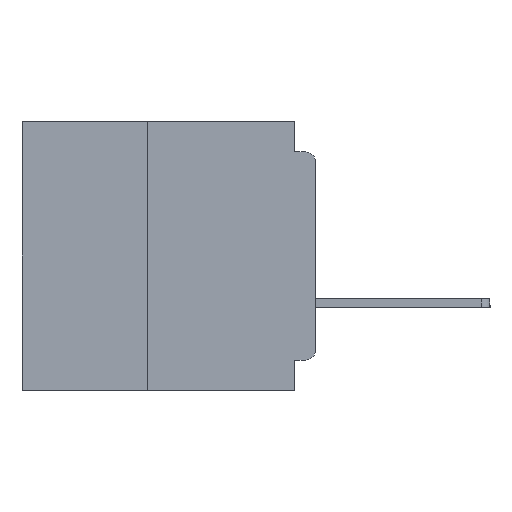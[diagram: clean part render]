
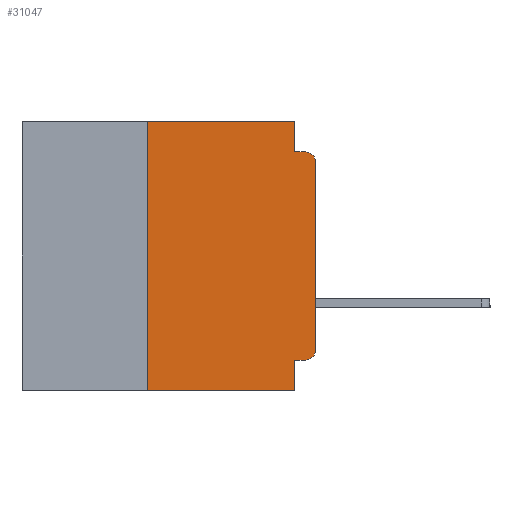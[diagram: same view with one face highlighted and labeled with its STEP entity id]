
A CAD part, left-side view. The second image highlights one B-rep face of the part: STEP entity #31047.
In plain terms, the highlighted planar face has unit normal (-1, 0, 0).
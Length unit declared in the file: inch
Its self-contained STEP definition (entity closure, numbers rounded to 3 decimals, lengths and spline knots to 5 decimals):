
#149 = EDGE_CURVE ( 'NONE', #1003, #10056, #17297, .T. ) ;
#890 = FACE_OUTER_BOUND ( 'NONE', #4778, .T. ) ;
#1003 = VERTEX_POINT ( 'NONE', #2384 ) ;
#1173 = EDGE_CURVE ( 'NONE', #39628, #25715, #28790, .T. ) ;
#1333 = VERTEX_POINT ( 'NONE', #30744 ) ;
#1905 = CARTESIAN_POINT ( 'NONE',  ( 0., 0., -0.06 ) ) ;
#2384 = CARTESIAN_POINT ( 'NONE',  ( 0., 0.25, 0. ) ) ;
#3758 = VERTEX_POINT ( 'NONE', #1905 ) ;
#3854 = PLANE ( 'NONE',  #17585 ) ;
#3905 = ORIENTED_EDGE ( 'NONE', *, *, #1173, .T. ) ;
#4778 = EDGE_LOOP ( 'NONE', ( #32716, #31256, #27108, #29258, #8128, #37449, #3905, #40053, #17349, #40224 ) ) ;
#5058 = CARTESIAN_POINT ( 'NONE',  ( 0., 0.031, 0. ) ) ;
#5910 = VECTOR ( 'NONE', #41614, 39.37008 ) ;
#6487 = EDGE_CURVE ( 'NONE', #3758, #27653, #41008, .T. ) ;
#7178 = DIRECTION ( 'NONE',  ( 1., 0., 0. ) ) ;
#7424 = EDGE_CURVE ( 'NONE', #36486, #27653, #22559, .T. ) ;
#8128 = ORIENTED_EDGE ( 'NONE', *, *, #149, .F. ) ;
#8356 = VECTOR ( 'NONE', #12334, 39.37008 ) ;
#9186 = CARTESIAN_POINT ( 'NONE',  ( 0., 0.015, -0.06 ) ) ;
#9384 = LINE ( 'NONE', #5058, #34152 ) ;
#9512 = CARTESIAN_POINT ( 'NONE',  ( 0., 0., -0.355 ) ) ;
#10056 = VERTEX_POINT ( 'NONE', #36561 ) ;
#10280 = CARTESIAN_POINT ( 'NONE',  ( 0., 0., -0.34 ) ) ;
#10425 = DIRECTION ( 'NONE',  ( 0., -1., 0. ) ) ;
#10458 = CARTESIAN_POINT ( 'NONE',  ( 0., 0.031, -0.4 ) ) ;
#11136 = VERTEX_POINT ( 'NONE', #30703 ) ;
#11427 = CARTESIAN_POINT ( 'NONE',  ( 0., 0.031, -0.4 ) ) ;
#11515 = VECTOR ( 'NONE', #28846, 39.37008 ) ;
#11662 = CARTESIAN_POINT ( 'NONE',  ( 0., 0.25, -0.4 ) ) ;
#12334 = DIRECTION ( 'NONE',  ( 0., -1., 0. ) ) ;
#12410 = AXIS2_PLACEMENT_3D ( 'NONE', #18676, #42228, #22089 ) ;
#12564 = DIRECTION ( 'NONE',  ( 0., 0., -1. ) ) ;
#13067 = EDGE_CURVE ( 'NONE', #1333, #25715, #15918, .T. ) ;
#13466 = CARTESIAN_POINT ( 'NONE',  ( 0., 0.437, 0. ) ) ;
#15918 = LINE ( 'NONE', #11427, #5910 ) ;
#17151 = CARTESIAN_POINT ( 'NONE',  ( 0., 0.437, 0. ) ) ;
#17297 = LINE ( 'NONE', #13466, #8356 ) ;
#17349 = ORIENTED_EDGE ( 'NONE', *, *, #41861, .F. ) ;
#17357 = VECTOR ( 'NONE', #41987, 39.37008 ) ;
#17370 = CARTESIAN_POINT ( 'NONE',  ( 0., 0.015, -0.045 ) ) ;
#17585 = AXIS2_PLACEMENT_3D ( 'NONE', #17151, #7178, #30696 ) ;
#18070 = LINE ( 'NONE', #9512, #33858 ) ;
#18676 = CARTESIAN_POINT ( 'NONE',  ( 0., 0.015, -0.34 ) ) ;
#19842 = VECTOR ( 'NONE', #10425, 39.37008 ) ;
#21525 = VECTOR ( 'NONE', #28970, 39.37008 ) ;
#22089 = DIRECTION ( 'NONE',  ( 0., 0., -1. ) ) ;
#22559 = LINE ( 'NONE', #35582, #21525 ) ;
#25336 = EDGE_CURVE ( 'NONE', #39628, #1003, #35265, .T. ) ;
#25464 = CARTESIAN_POINT ( 'NONE',  ( 0., 0., 0. ) ) ;
#25715 = VERTEX_POINT ( 'NONE', #10458 ) ;
#27108 = ORIENTED_EDGE ( 'NONE', *, *, #7424, .F. ) ;
#27653 = VERTEX_POINT ( 'NONE', #17370 ) ;
#27857 = EDGE_CURVE ( 'NONE', #11136, #33704, #39615, .T. ) ;
#28790 = LINE ( 'NONE', #33693, #19842 ) ;
#28846 = DIRECTION ( 'NONE',  ( 0., 0., 1. ) ) ;
#28970 = DIRECTION ( 'NONE',  ( 0., -1., 0. ) ) ;
#29258 = ORIENTED_EDGE ( 'NONE', *, *, #30025, .F. ) ;
#29412 = LINE ( 'NONE', #25464, #11515 ) ;
#29657 = DIRECTION ( 'NONE',  ( 0., 1., 0. ) ) ;
#29683 = CARTESIAN_POINT ( 'NONE',  ( 0., 0.031, -0.045 ) ) ;
#30025 = EDGE_CURVE ( 'NONE', #10056, #36486, #9384, .T. ) ;
#30696 = DIRECTION ( 'NONE',  ( 0., 0., -1. ) ) ;
#30703 = CARTESIAN_POINT ( 'NONE',  ( 0., 0.015, -0.355 ) ) ;
#30744 = CARTESIAN_POINT ( 'NONE',  ( 0., 0.031, -0.355 ) ) ;
#31047 = ADVANCED_FACE ( 'NONE', ( #890 ), #3854, .F. ) ;
#31256 = ORIENTED_EDGE ( 'NONE', *, *, #6487, .T. ) ;
#32716 = ORIENTED_EDGE ( 'NONE', *, *, #35223, .T. ) ;
#32729 = DIRECTION ( 'NONE',  ( -1., 0., 0. ) ) ;
#33693 = CARTESIAN_POINT ( 'NONE',  ( 0., 0.437, -0.4 ) ) ;
#33704 = VERTEX_POINT ( 'NONE', #10280 ) ;
#33858 = VECTOR ( 'NONE', #29657, 39.37008 ) ;
#34152 = VECTOR ( 'NONE', #35343, 39.37008 ) ;
#35223 = EDGE_CURVE ( 'NONE', #33704, #3758, #29412, .T. ) ;
#35265 = LINE ( 'NONE', #11662, #17357 ) ;
#35343 = DIRECTION ( 'NONE',  ( 0., 0., -1. ) ) ;
#35582 = CARTESIAN_POINT ( 'NONE',  ( 0., 0., -0.045 ) ) ;
#36486 = VERTEX_POINT ( 'NONE', #29683 ) ;
#36561 = CARTESIAN_POINT ( 'NONE',  ( 0., 0.031, 0. ) ) ;
#37449 = ORIENTED_EDGE ( 'NONE', *, *, #25336, .F. ) ;
#38261 = CARTESIAN_POINT ( 'NONE',  ( 0., 0.25, -0.4 ) ) ;
#39615 = CIRCLE ( 'NONE', #12410, 0.015 ) ;
#39628 = VERTEX_POINT ( 'NONE', #38261 ) ;
#40053 = ORIENTED_EDGE ( 'NONE', *, *, #13067, .F. ) ;
#40224 = ORIENTED_EDGE ( 'NONE', *, *, #27857, .T. ) ;
#40454 = AXIS2_PLACEMENT_3D ( 'NONE', #9186, #32729, #12564 ) ;
#41008 = CIRCLE ( 'NONE', #40454, 0.015 ) ;
#41614 = DIRECTION ( 'NONE',  ( 0., 0., -1. ) ) ;
#41861 = EDGE_CURVE ( 'NONE', #11136, #1333, #18070, .T. ) ;
#41987 = DIRECTION ( 'NONE',  ( 0., 0., 1. ) ) ;
#42228 = DIRECTION ( 'NONE',  ( -1., 0., 0. ) ) ;
